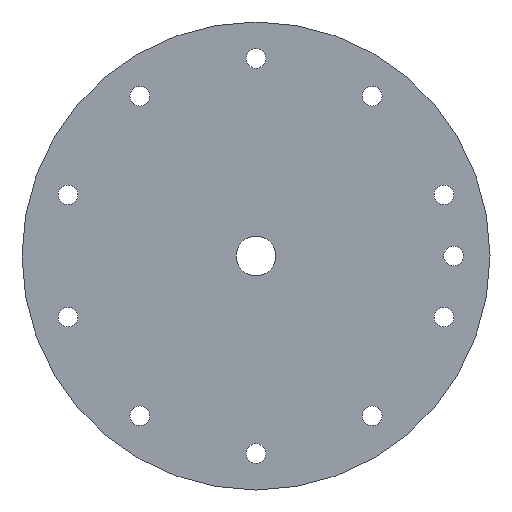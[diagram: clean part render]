
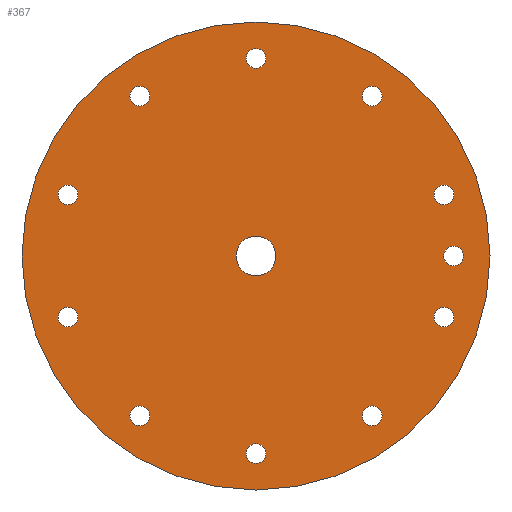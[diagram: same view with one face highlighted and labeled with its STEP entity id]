
A CAD part, front view. The second image highlights one B-rep face of the part: STEP entity #367.
In plain terms, the highlighted planar face has unit normal (0, -1, 0).
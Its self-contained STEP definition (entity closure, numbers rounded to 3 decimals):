
#29=FACE_BOUND('',#97,.T.);
#30=FACE_BOUND('',#98,.T.);
#31=FACE_BOUND('',#99,.T.);
#32=FACE_BOUND('',#100,.T.);
#33=FACE_BOUND('',#101,.T.);
#34=FACE_BOUND('',#102,.T.);
#35=FACE_BOUND('',#103,.T.);
#36=FACE_BOUND('',#104,.T.);
#37=FACE_BOUND('',#105,.T.);
#38=FACE_BOUND('',#106,.T.);
#39=FACE_BOUND('',#107,.T.);
#40=FACE_BOUND('',#108,.T.);
#44=PLANE('',#436);
#63=FACE_OUTER_BOUND('',#96,.T.);
#96=EDGE_LOOP('',(#321));
#97=EDGE_LOOP('',(#322));
#98=EDGE_LOOP('',(#323));
#99=EDGE_LOOP('',(#324));
#100=EDGE_LOOP('',(#325));
#101=EDGE_LOOP('',(#326));
#102=EDGE_LOOP('',(#327));
#103=EDGE_LOOP('',(#328));
#104=EDGE_LOOP('',(#329));
#105=EDGE_LOOP('',(#330));
#106=EDGE_LOOP('',(#331));
#107=EDGE_LOOP('',(#332));
#108=EDGE_LOOP('',(#333));
#140=CIRCLE('',#390,2.55);
#157=CIRCLE('',#413,1.27);
#158=CIRCLE('',#415,1.27);
#159=CIRCLE('',#417,1.27);
#160=CIRCLE('',#419,1.27);
#161=CIRCLE('',#421,1.27);
#162=CIRCLE('',#423,1.27);
#163=CIRCLE('',#425,1.27);
#164=CIRCLE('',#427,1.27);
#165=CIRCLE('',#429,1.27);
#166=CIRCLE('',#431,1.27);
#167=CIRCLE('',#433,1.27);
#168=CIRCLE('',#435,30.);
#170=VERTEX_POINT('',#556);
#187=VERTEX_POINT('',#599);
#188=VERTEX_POINT('',#603);
#189=VERTEX_POINT('',#607);
#190=VERTEX_POINT('',#611);
#191=VERTEX_POINT('',#615);
#192=VERTEX_POINT('',#619);
#193=VERTEX_POINT('',#623);
#194=VERTEX_POINT('',#627);
#195=VERTEX_POINT('',#631);
#196=VERTEX_POINT('',#635);
#197=VERTEX_POINT('',#639);
#198=VERTEX_POINT('',#643);
#201=EDGE_CURVE('',#170,#170,#140,.T.);
#220=EDGE_CURVE('',#187,#187,#157,.T.);
#222=EDGE_CURVE('',#188,#188,#158,.T.);
#224=EDGE_CURVE('',#189,#189,#159,.T.);
#226=EDGE_CURVE('',#190,#190,#160,.T.);
#228=EDGE_CURVE('',#191,#191,#161,.T.);
#230=EDGE_CURVE('',#192,#192,#162,.T.);
#232=EDGE_CURVE('',#193,#193,#163,.T.);
#234=EDGE_CURVE('',#194,#194,#164,.T.);
#236=EDGE_CURVE('',#195,#195,#165,.T.);
#238=EDGE_CURVE('',#196,#196,#166,.T.);
#240=EDGE_CURVE('',#197,#197,#167,.T.);
#242=EDGE_CURVE('',#198,#198,#168,.T.);
#321=ORIENTED_EDGE('',*,*,#242,.T.);
#322=ORIENTED_EDGE('',*,*,#201,.T.);
#323=ORIENTED_EDGE('',*,*,#240,.T.);
#324=ORIENTED_EDGE('',*,*,#238,.T.);
#325=ORIENTED_EDGE('',*,*,#236,.T.);
#326=ORIENTED_EDGE('',*,*,#234,.T.);
#327=ORIENTED_EDGE('',*,*,#232,.T.);
#328=ORIENTED_EDGE('',*,*,#230,.T.);
#329=ORIENTED_EDGE('',*,*,#228,.T.);
#330=ORIENTED_EDGE('',*,*,#226,.T.);
#331=ORIENTED_EDGE('',*,*,#224,.T.);
#332=ORIENTED_EDGE('',*,*,#222,.T.);
#333=ORIENTED_EDGE('',*,*,#220,.T.);
#367=ADVANCED_FACE('',(#63,#29,#30,#31,#32,#33,#34,#35,#36,#37,#38,#39,
#40),#44,.F.);
#390=AXIS2_PLACEMENT_3D('',#558,#444,#445);
#413=AXIS2_PLACEMENT_3D('',#600,#492,#493);
#415=AXIS2_PLACEMENT_3D('',#604,#497,#498);
#417=AXIS2_PLACEMENT_3D('',#608,#502,#503);
#419=AXIS2_PLACEMENT_3D('',#612,#507,#508);
#421=AXIS2_PLACEMENT_3D('',#616,#512,#513);
#423=AXIS2_PLACEMENT_3D('',#620,#517,#518);
#425=AXIS2_PLACEMENT_3D('',#624,#522,#523);
#427=AXIS2_PLACEMENT_3D('',#628,#527,#528);
#429=AXIS2_PLACEMENT_3D('',#632,#532,#533);
#431=AXIS2_PLACEMENT_3D('',#636,#537,#538);
#433=AXIS2_PLACEMENT_3D('',#640,#542,#543);
#435=AXIS2_PLACEMENT_3D('',#644,#547,#548);
#436=AXIS2_PLACEMENT_3D('',#646,#550,#551);
#444=DIRECTION('center_axis',(0.,1.,0.));
#445=DIRECTION('ref_axis',(1.,0.,0.));
#492=DIRECTION('center_axis',(0.,1.,0.));
#493=DIRECTION('ref_axis',(1.,0.,0.));
#497=DIRECTION('center_axis',(0.,1.,0.));
#498=DIRECTION('ref_axis',(1.,0.,0.));
#502=DIRECTION('center_axis',(0.,1.,0.));
#503=DIRECTION('ref_axis',(1.,0.,0.));
#507=DIRECTION('center_axis',(0.,1.,0.));
#508=DIRECTION('ref_axis',(1.,0.,0.));
#512=DIRECTION('center_axis',(0.,1.,0.));
#513=DIRECTION('ref_axis',(1.,0.,0.));
#517=DIRECTION('center_axis',(0.,1.,0.));
#518=DIRECTION('ref_axis',(1.,0.,0.));
#522=DIRECTION('center_axis',(0.,1.,0.));
#523=DIRECTION('ref_axis',(1.,0.,0.));
#527=DIRECTION('center_axis',(0.,1.,0.));
#528=DIRECTION('ref_axis',(1.,0.,0.));
#532=DIRECTION('center_axis',(0.,1.,0.));
#533=DIRECTION('ref_axis',(1.,0.,0.));
#537=DIRECTION('center_axis',(0.,1.,0.));
#538=DIRECTION('ref_axis',(1.,0.,0.));
#542=DIRECTION('center_axis',(0.,1.,0.));
#543=DIRECTION('ref_axis',(1.,0.,0.));
#547=DIRECTION('center_axis',(0.,-1.,0.));
#548=DIRECTION('ref_axis',(-1.,0.,0.));
#550=DIRECTION('center_axis',(0.,1.,0.));
#551=DIRECTION('ref_axis',(0.,0.,1.));
#556=CARTESIAN_POINT('',(-2.55,-10.,0.));
#558=CARTESIAN_POINT('Origin',(0.,-10.,0.));
#599=CARTESIAN_POINT('',(-1.27,-10.,-25.338));
#600=CARTESIAN_POINT('Origin',(0.,-10.,-25.338));
#603=CARTESIAN_POINT('',(22.828,-10.,-7.83));
#604=CARTESIAN_POINT('Origin',(24.098,-10.,-7.83));
#607=CARTESIAN_POINT('',(13.623,-10.,20.499));
#608=CARTESIAN_POINT('Origin',(14.893,-10.,20.499));
#611=CARTESIAN_POINT('',(-25.368,-10.,-7.83));
#612=CARTESIAN_POINT('Origin',(-24.098,-10.,-7.83));
#615=CARTESIAN_POINT('',(-25.368,-10.,7.83));
#616=CARTESIAN_POINT('Origin',(-24.098,-10.,7.83));
#619=CARTESIAN_POINT('',(22.828,-10.,7.83));
#620=CARTESIAN_POINT('Origin',(24.098,-10.,7.83));
#623=CARTESIAN_POINT('',(13.623,-10.,-20.499));
#624=CARTESIAN_POINT('Origin',(14.893,-10.,-20.499));
#627=CARTESIAN_POINT('',(-1.27,-10.,25.338));
#628=CARTESIAN_POINT('Origin',(0.,-10.,25.338));
#631=CARTESIAN_POINT('',(-16.163,-10.,-20.499));
#632=CARTESIAN_POINT('Origin',(-14.893,-10.,-20.499));
#635=CARTESIAN_POINT('',(-16.163,-10.,20.499));
#636=CARTESIAN_POINT('Origin',(-14.893,-10.,20.499));
#639=CARTESIAN_POINT('',(24.068,-10.,0.));
#640=CARTESIAN_POINT('Origin',(25.338,-10.,0.));
#643=CARTESIAN_POINT('',(30.,-10.,0.));
#644=CARTESIAN_POINT('Origin',(0.,-10.,0.));
#646=CARTESIAN_POINT('Origin',(0.,-10.,0.));
